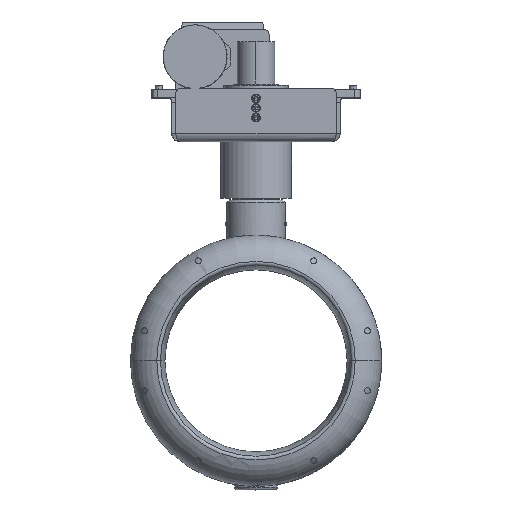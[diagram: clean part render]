
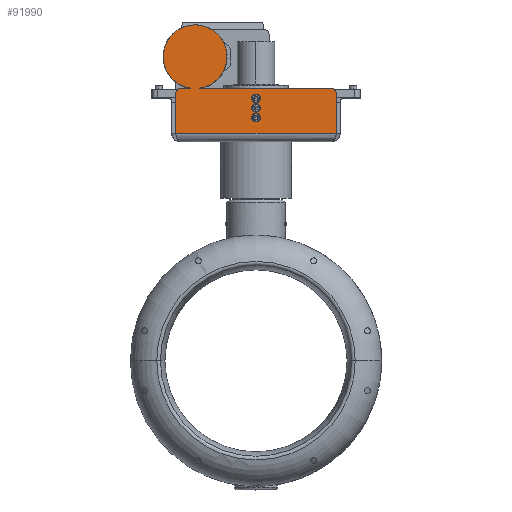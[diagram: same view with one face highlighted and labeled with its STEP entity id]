
A CAD part, top view. The second image highlights one B-rep face of the part: STEP entity #91990.
In plain terms, the highlighted planar face has unit normal (0, 0, 1).
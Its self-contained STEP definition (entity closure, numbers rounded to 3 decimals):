
#217 = ORIENTED_EDGE ( 'NONE', *, *, #87720, .F. ) ;
#1076 = DIRECTION ( 'NONE',  ( -1., 0., 0. ) ) ;
#2232 = LINE ( 'NONE', #60716, #38921 ) ;
#3143 = VERTEX_POINT ( 'NONE', #11900 ) ;
#3874 = DIRECTION ( 'NONE',  ( 0., 1., 0. ) ) ;
#4183 = ORIENTED_EDGE ( 'NONE', *, *, #41960, .F. ) ;
#4444 = DIRECTION ( 'NONE',  ( 0., 0., 1. ) ) ;
#4846 = CARTESIAN_POINT ( 'NONE',  ( 0., 0., 175.5 ) ) ;
#5045 = DIRECTION ( 'NONE',  ( 0., 0., 1. ) ) ;
#5165 = VECTOR ( 'NONE', #1076, 1000. ) ;
#5988 = DIRECTION ( 'NONE',  ( 0., 1., 0. ) ) ;
#7699 = DIRECTION ( 'NONE',  ( 0., 0., 1. ) ) ;
#8743 = ORIENTED_EDGE ( 'NONE', *, *, #31119, .F. ) ;
#9634 = CARTESIAN_POINT ( 'NONE',  ( 0., 81., 175.5 ) ) ;
#10184 = CARTESIAN_POINT ( 'NONE',  ( -8., 63., 175.5 ) ) ;
#11171 = DIRECTION ( 'NONE',  ( 0., 1., 0. ) ) ;
#11900 = CARTESIAN_POINT ( 'NONE',  ( -121.697, 100., 175.5 ) ) ;
#12328 = DIRECTION ( 'NONE',  ( 0., 1., 0. ) ) ;
#12663 = VECTOR ( 'NONE', #140575, 1000. ) ;
#12952 = DIRECTION ( 'NONE',  ( 0., 0., 1. ) ) ;
#13350 = ORIENTED_EDGE ( 'NONE', *, *, #48550, .F. ) ;
#13848 = FACE_BOUND ( 'NONE', #20827, .T. ) ;
#14086 = VERTEX_POINT ( 'NONE', #102373 ) ;
#15744 = CARTESIAN_POINT ( 'NONE',  ( -114., 159., 175.5 ) ) ;
#17177 = DIRECTION ( 'NONE',  ( 0., 0., -1. ) ) ;
#19374 = DIRECTION ( 'NONE',  ( 0., 0., -1. ) ) ;
#19741 = AXIS2_PLACEMENT_3D ( 'NONE', #85002, #5045, #141119 ) ;
#20589 = AXIS2_PLACEMENT_3D ( 'NONE', #15744, #17177, #3874 ) ;
#20730 = VERTEX_POINT ( 'NONE', #129060 ) ;
#20827 = EDGE_LOOP ( 'NONE', ( #13350, #132425 ) ) ;
#21196 = EDGE_CURVE ( 'NONE', #73967, #23792, #46397, .T. ) ;
#21984 = CARTESIAN_POINT ( 'NONE',  ( -139.929, 100., 175.5 ) ) ;
#22109 = CIRCLE ( 'NONE', #137770, 8. ) ;
#23774 = EDGE_CURVE ( 'NONE', #14086, #74663, #143602, .T. ) ;
#23792 = VERTEX_POINT ( 'NONE', #116630 ) ;
#24457 = ORIENTED_EDGE ( 'NONE', *, *, #68697, .T. ) ;
#25677 = FACE_BOUND ( 'NONE', #144464, .T. ) ;
#28880 = CARTESIAN_POINT ( 'NONE',  ( 0., 81., 175.5 ) ) ;
#29241 = AXIS2_PLACEMENT_3D ( 'NONE', #108793, #19374, #11171 ) ;
#31119 = EDGE_CURVE ( 'NONE', #137597, #145000, #59891, .T. ) ;
#32891 = VERTEX_POINT ( 'NONE', #39380 ) ;
#35102 = AXIS2_PLACEMENT_3D ( 'NONE', #117356, #40508, #73069 ) ;
#36746 = ORIENTED_EDGE ( 'NONE', *, *, #86758, .F. ) ;
#36989 = DIRECTION ( 'NONE',  ( 0., 0., -1. ) ) ;
#38921 = VECTOR ( 'NONE', #126460, 1000. ) ;
#39380 = CARTESIAN_POINT ( 'NONE',  ( -54.5, 159., 175.5 ) ) ;
#39385 = LINE ( 'NONE', #49758, #140241 ) ;
#40508 = DIRECTION ( 'NONE',  ( 0., 0., 1. ) ) ;
#40515 = EDGE_LOOP ( 'NONE', ( #79662, #103646 ) ) ;
#41960 = EDGE_CURVE ( 'NONE', #77493, #23792, #73359, .T. ) ;
#43901 = AXIS2_PLACEMENT_3D ( 'NONE', #4846, #140182, #127628 ) ;
#44126 = EDGE_CURVE ( 'NONE', #57192, #117734, #128290, .T. ) ;
#44427 = CARTESIAN_POINT ( 'NONE',  ( 139.929, 100., 175.5 ) ) ;
#45303 = CARTESIAN_POINT ( 'NONE',  ( -139.929, 90., 175.5 ) ) ;
#46240 = CARTESIAN_POINT ( 'NONE',  ( 149.929, 90., 175.5 ) ) ;
#46397 = CIRCLE ( 'NONE', #117104, 10. ) ;
#47649 = VERTEX_POINT ( 'NONE', #64792 ) ;
#48550 = EDGE_CURVE ( 'NONE', #117734, #57192, #22109, .T. ) ;
#49733 = CARTESIAN_POINT ( 'NONE',  ( -149.929, 16., 175.5 ) ) ;
#49758 = CARTESIAN_POINT ( 'NONE',  ( 149.929, 16., 175.5 ) ) ;
#53805 = EDGE_CURVE ( 'NONE', #47649, #32891, #131502, .T. ) ;
#55958 = VERTEX_POINT ( 'NONE', #46240 ) ;
#57192 = VERTEX_POINT ( 'NONE', #10184 ) ;
#59891 = CIRCLE ( 'NONE', #81190, 8. ) ;
#60291 = ORIENTED_EDGE ( 'NONE', *, *, #53805, .F. ) ;
#60453 = FACE_OUTER_BOUND ( 'NONE', #116096, .T. ) ;
#60716 = CARTESIAN_POINT ( 'NONE',  ( 0., 100., 175.5 ) ) ;
#64161 = DIRECTION ( 'NONE',  ( -1., 0., 0. ) ) ;
#64792 = CARTESIAN_POINT ( 'NONE',  ( -173.5, 159., 175.5 ) ) ;
#66194 = ORIENTED_EDGE ( 'NONE', *, *, #66844, .T. ) ;
#66844 = EDGE_CURVE ( 'NONE', #107433, #55958, #39385, .T. ) ;
#68055 = EDGE_CURVE ( 'NONE', #3143, #73967, #76700, .T. ) ;
#68697 = EDGE_CURVE ( 'NONE', #55958, #99234, #128296, .T. ) ;
#69164 = CARTESIAN_POINT ( 'NONE',  ( 149.929, 16., 175.5 ) ) ;
#69419 = CIRCLE ( 'NONE', #88248, 8. ) ;
#72683 = ORIENTED_EDGE ( 'NONE', *, *, #107663, .T. ) ;
#73069 = DIRECTION ( 'NONE',  ( 0., 1., 0. ) ) ;
#73359 = LINE ( 'NONE', #49733, #12663 ) ;
#73967 = VERTEX_POINT ( 'NONE', #21984 ) ;
#74188 = AXIS2_PLACEMENT_3D ( 'NONE', #9634, #111628, #98377 ) ;
#74344 = DIRECTION ( 'NONE',  ( 0., 1., 0. ) ) ;
#74663 = VERTEX_POINT ( 'NONE', #102749 ) ;
#76700 = LINE ( 'NONE', #120274, #99908 ) ;
#77231 = CARTESIAN_POINT ( 'NONE',  ( 8., 63., 175.5 ) ) ;
#77493 = VERTEX_POINT ( 'NONE', #118586 ) ;
#79662 = ORIENTED_EDGE ( 'NONE', *, *, #23774, .F. ) ;
#80320 = LINE ( 'NONE', #100972, #5165 ) ;
#81171 = FACE_BOUND ( 'NONE', #40515, .T. ) ;
#81190 = AXIS2_PLACEMENT_3D ( 'NONE', #28880, #4444, #106485 ) ;
#84974 = CARTESIAN_POINT ( 'NONE',  ( -114., 159., 175.5 ) ) ;
#85002 = CARTESIAN_POINT ( 'NONE',  ( 0., 63., 175.5 ) ) ;
#85207 = EDGE_CURVE ( 'NONE', #107433, #77493, #80320, .T. ) ;
#86758 = EDGE_CURVE ( 'NONE', #3143, #47649, #128273, .T. ) ;
#87720 = EDGE_CURVE ( 'NONE', #145000, #137597, #130817, .T. ) ;
#88184 = DIRECTION ( 'NONE',  ( 0., 1., 0. ) ) ;
#88248 = AXIS2_PLACEMENT_3D ( 'NONE', #90578, #12952, #136397 ) ;
#90578 = CARTESIAN_POINT ( 'NONE',  ( 0., 45., 175.5 ) ) ;
#91990 = ADVANCED_FACE ( 'NONE', ( #60453, #13848, #81171, #25677 ), #106189, .F. ) ;
#95372 = CIRCLE ( 'NONE', #29241, 59.5 ) ;
#96657 = ORIENTED_EDGE ( 'NONE', *, *, #68055, .T. ) ;
#97156 = ORIENTED_EDGE ( 'NONE', *, *, #118187, .F. ) ;
#98377 = DIRECTION ( 'NONE',  ( 1., 0., 0. ) ) ;
#99234 = VERTEX_POINT ( 'NONE', #44427 ) ;
#99908 = VECTOR ( 'NONE', #64161, 1000. ) ;
#100704 = DIRECTION ( 'NONE',  ( 0., 0., 1. ) ) ;
#100972 = CARTESIAN_POINT ( 'NONE',  ( 0., 16., 175.5 ) ) ;
#101047 = DIRECTION ( 'NONE',  ( 0., 0., 1. ) ) ;
#102373 = CARTESIAN_POINT ( 'NONE',  ( 8., 45., 175.5 ) ) ;
#102749 = CARTESIAN_POINT ( 'NONE',  ( -8., 45., 175.5 ) ) ;
#103646 = ORIENTED_EDGE ( 'NONE', *, *, #116316, .F. ) ;
#106189 = PLANE ( 'NONE',  #43901 ) ;
#106485 = DIRECTION ( 'NONE',  ( 1., 0., 0. ) ) ;
#107433 = VERTEX_POINT ( 'NONE', #69164 ) ;
#107663 = EDGE_CURVE ( 'NONE', #99234, #20730, #2232, .T. ) ;
#108793 = CARTESIAN_POINT ( 'NONE',  ( -114., 159., 175.5 ) ) ;
#111628 = DIRECTION ( 'NONE',  ( 0., 0., 1. ) ) ;
#116096 = EDGE_LOOP ( 'NONE', ( #36746, #96657, #145602, #4183, #125640, #66194, #24457, #72683, #97156, #60291 ) ) ;
#116316 = EDGE_CURVE ( 'NONE', #74663, #14086, #69419, .T. ) ;
#116630 = CARTESIAN_POINT ( 'NONE',  ( -149.929, 90., 175.5 ) ) ;
#117104 = AXIS2_PLACEMENT_3D ( 'NONE', #45303, #100704, #88184 ) ;
#117356 = CARTESIAN_POINT ( 'NONE',  ( 0., 45., 175.5 ) ) ;
#117734 = VERTEX_POINT ( 'NONE', #77231 ) ;
#118187 = EDGE_CURVE ( 'NONE', #32891, #20730, #95372, .T. ) ;
#118586 = CARTESIAN_POINT ( 'NONE',  ( -149.929, 16., 175.5 ) ) ;
#120274 = CARTESIAN_POINT ( 'NONE',  ( 0., 100., 175.5 ) ) ;
#121211 = AXIS2_PLACEMENT_3D ( 'NONE', #131950, #7699, #74344 ) ;
#122807 = CARTESIAN_POINT ( 'NONE',  ( 8., 81., 175.5 ) ) ;
#125640 = ORIENTED_EDGE ( 'NONE', *, *, #85207, .F. ) ;
#126460 = DIRECTION ( 'NONE',  ( -1., 0., 0. ) ) ;
#127628 = DIRECTION ( 'NONE',  ( -1., 0., 0. ) ) ;
#128273 = CIRCLE ( 'NONE', #142419, 59.5 ) ;
#128290 = CIRCLE ( 'NONE', #19741, 8. ) ;
#128296 = CIRCLE ( 'NONE', #121211, 10. ) ;
#129060 = CARTESIAN_POINT ( 'NONE',  ( -106.303, 100., 175.5 ) ) ;
#129286 = DIRECTION ( 'NONE',  ( 0., 1., 0. ) ) ;
#130817 = CIRCLE ( 'NONE', #74188, 8. ) ;
#131502 = CIRCLE ( 'NONE', #20589, 59.5 ) ;
#131950 = CARTESIAN_POINT ( 'NONE',  ( 139.929, 90., 175.5 ) ) ;
#132425 = ORIENTED_EDGE ( 'NONE', *, *, #44126, .F. ) ;
#133593 = CARTESIAN_POINT ( 'NONE',  ( 0., 63., 175.5 ) ) ;
#136397 = DIRECTION ( 'NONE',  ( 0., 1., 0. ) ) ;
#137597 = VERTEX_POINT ( 'NONE', #122807 ) ;
#137770 = AXIS2_PLACEMENT_3D ( 'NONE', #133593, #101047, #12328 ) ;
#140182 = DIRECTION ( 'NONE',  ( 0., 0., -1. ) ) ;
#140241 = VECTOR ( 'NONE', #5988, 1000. ) ;
#140575 = DIRECTION ( 'NONE',  ( 0., 1., 0. ) ) ;
#141119 = DIRECTION ( 'NONE',  ( 0., 1., 0. ) ) ;
#142419 = AXIS2_PLACEMENT_3D ( 'NONE', #84974, #36989, #129286 ) ;
#143602 = CIRCLE ( 'NONE', #35102, 8. ) ;
#143841 = CARTESIAN_POINT ( 'NONE',  ( -8., 81., 175.5 ) ) ;
#144464 = EDGE_LOOP ( 'NONE', ( #8743, #217 ) ) ;
#145000 = VERTEX_POINT ( 'NONE', #143841 ) ;
#145602 = ORIENTED_EDGE ( 'NONE', *, *, #21196, .T. ) ;
